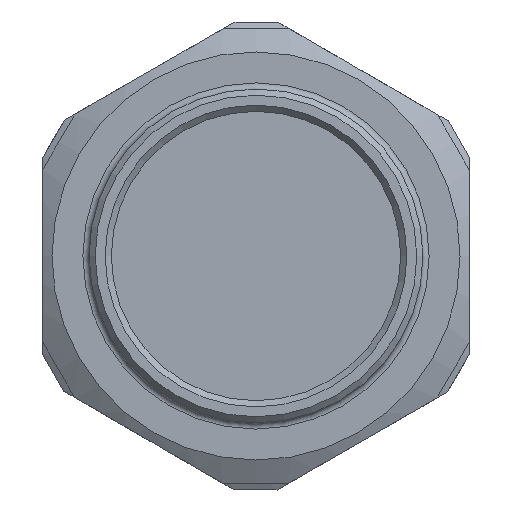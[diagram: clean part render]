
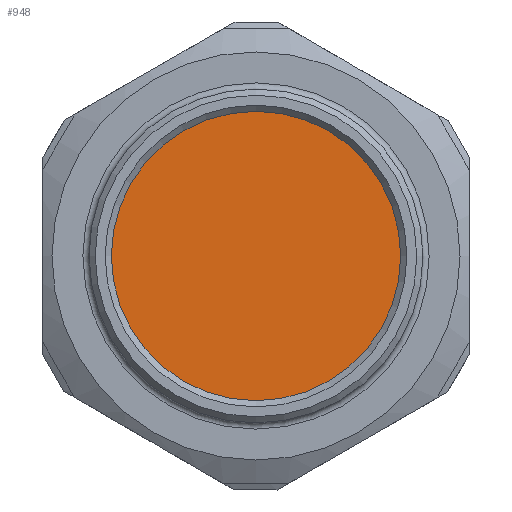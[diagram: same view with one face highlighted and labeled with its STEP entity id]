
A CAD part, front view. The second image highlights one B-rep face of the part: STEP entity #948.
In plain terms, the highlighted planar face has unit normal (0, -1, 0).
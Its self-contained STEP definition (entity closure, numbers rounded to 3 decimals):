
#97=PLANE('',#1040);
#137=FACE_OUTER_BOUND('',#197,.T.);
#197=EDGE_LOOP('',(#639));
#269=CIRCLE('',#1041,11.7);
#381=VERTEX_POINT('',#1581);
#478=EDGE_CURVE('',#381,#381,#269,.T.);
#639=ORIENTED_EDGE('',*,*,#478,.F.);
#948=ADVANCED_FACE('',(#137),#97,.F.);
#1040=AXIS2_PLACEMENT_3D('',#1580,#1160,#1161);
#1041=AXIS2_PLACEMENT_3D('',#1582,#1162,#1163);
#1160=DIRECTION('center_axis',(0.,1.,0.));
#1161=DIRECTION('ref_axis',(0.,0.,1.));
#1162=DIRECTION('center_axis',(0.,1.,0.));
#1163=DIRECTION('ref_axis',(-1.,0.,0.002));
#1580=CARTESIAN_POINT('Origin',(132.669,76.192,145.99));
#1581=CARTESIAN_POINT('',(144.369,76.192,145.969));
#1582=CARTESIAN_POINT('Origin',(132.669,76.192,145.99));
